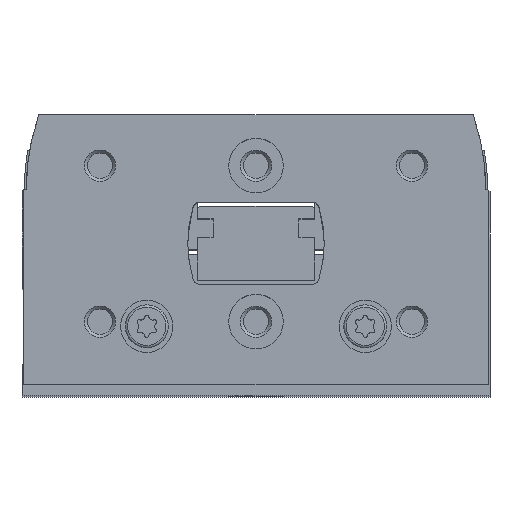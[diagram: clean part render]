
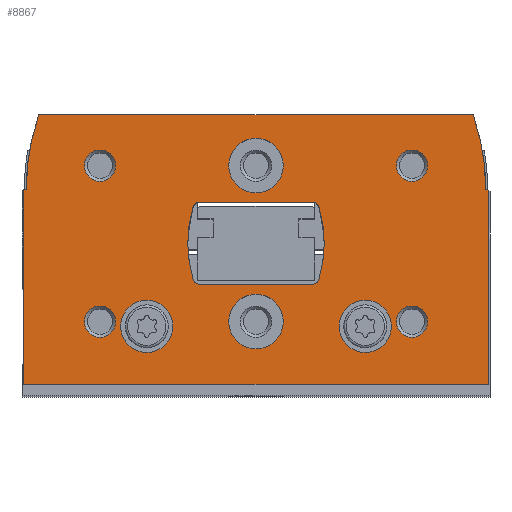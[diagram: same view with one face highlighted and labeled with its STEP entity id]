
A CAD part, top view. The second image highlights one B-rep face of the part: STEP entity #8867.
In plain terms, the highlighted planar face has unit normal (0, 0, 1).
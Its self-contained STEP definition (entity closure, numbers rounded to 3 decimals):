
#407=LINE('',#13811,#905);
#412=LINE('',#13821,#910);
#430=LINE('',#13867,#928);
#436=LINE('',#13879,#934);
#450=LINE('',#13952,#948);
#452=LINE('',#13955,#950);
#453=LINE('',#13983,#951);
#454=LINE('',#14003,#952);
#905=VECTOR('',#11312,1000.);
#910=VECTOR('',#11319,1000.);
#928=VECTOR('',#11355,1000.);
#934=VECTOR('',#11365,1000.);
#948=VECTOR('',#11421,1000.);
#950=VECTOR('',#11425,1000.);
#951=VECTOR('',#11454,1000.);
#952=VECTOR('',#11475,1000.);
#1219=PLANE('',#9640);
#2369=ORIENTED_EDGE('',*,*,#3968,.F.);
#2370=ORIENTED_EDGE('',*,*,#3969,.F.);
#2371=ORIENTED_EDGE('',*,*,#3970,.T.);
#2372=ORIENTED_EDGE('',*,*,#3971,.T.);
#2373=ORIENTED_EDGE('',*,*,#3972,.T.);
#2374=ORIENTED_EDGE('',*,*,#3973,.T.);
#2375=ORIENTED_EDGE('',*,*,#3974,.T.);
#2376=ORIENTED_EDGE('',*,*,#3975,.T.);
#2377=ORIENTED_EDGE('',*,*,#3932,.F.);
#2378=ORIENTED_EDGE('',*,*,#3951,.F.);
#2379=ORIENTED_EDGE('',*,*,#3944,.F.);
#2380=ORIENTED_EDGE('',*,*,#3941,.F.);
#2381=ORIENTED_EDGE('',*,*,#3976,.F.);
#2382=ORIENTED_EDGE('',*,*,#3977,.F.);
#2383=ORIENTED_EDGE('',*,*,#3978,.F.);
#2384=ORIENTED_EDGE('',*,*,#3935,.F.);
#2385=ORIENTED_EDGE('',*,*,#3919,.T.);
#2386=ORIENTED_EDGE('',*,*,#3913,.T.);
#2387=ORIENTED_EDGE('',*,*,#3953,.T.);
#2388=ORIENTED_EDGE('',*,*,#3884,.T.);
#2389=ORIENTED_EDGE('',*,*,#3889,.T.);
#2390=ORIENTED_EDGE('',*,*,#3893,.T.);
#2391=ORIENTED_EDGE('',*,*,#3967,.T.);
#2392=ORIENTED_EDGE('',*,*,#3925,.T.);
#3884=EDGE_CURVE('',#4784,#4783,#407,.T.);
#3889=EDGE_CURVE('',#4783,#4787,#412,.T.);
#3893=EDGE_CURVE('',#4787,#4789,#5358,.T.);
#3913=EDGE_CURVE('',#4804,#4806,#430,.T.);
#3919=EDGE_CURVE('',#4810,#4804,#436,.T.);
#3925=EDGE_CURVE('',#4815,#4810,#5364,.T.);
#3932=EDGE_CURVE('',#4819,#4820,#5367,.T.);
#3935=EDGE_CURVE('',#4820,#4821,#5368,.T.);
#3941=EDGE_CURVE('',#4825,#4826,#5371,.T.);
#3944=EDGE_CURVE('',#4826,#4828,#5372,.T.);
#3951=EDGE_CURVE('',#4828,#4819,#450,.T.);
#3953=EDGE_CURVE('',#4806,#4784,#452,.T.);
#3967=EDGE_CURVE('',#4789,#4815,#453,.T.);
#3968=EDGE_CURVE('',#4846,#4846,#5390,.T.);
#3969=EDGE_CURVE('',#4847,#4847,#5391,.T.);
#3970=EDGE_CURVE('',#4848,#4848,#5392,.T.);
#3971=EDGE_CURVE('',#4849,#4849,#5393,.T.);
#3972=EDGE_CURVE('',#4850,#4850,#5394,.T.);
#3973=EDGE_CURVE('',#4851,#4851,#5395,.T.);
#3974=EDGE_CURVE('',#4852,#4852,#5396,.T.);
#3975=EDGE_CURVE('',#4853,#4853,#5397,.T.);
#3976=EDGE_CURVE('',#4854,#4825,#5398,.T.);
#3977=EDGE_CURVE('',#4855,#4854,#454,.T.);
#3978=EDGE_CURVE('',#4821,#4855,#5399,.T.);
#4783=VERTEX_POINT('',#13810);
#4784=VERTEX_POINT('',#13812);
#4787=VERTEX_POINT('',#13820);
#4789=VERTEX_POINT('',#13827);
#4804=VERTEX_POINT('',#13861);
#4806=VERTEX_POINT('',#13866);
#4810=VERTEX_POINT('',#13877);
#4815=VERTEX_POINT('',#13892);
#4819=VERTEX_POINT('',#13906);
#4820=VERTEX_POINT('',#13908);
#4821=VERTEX_POINT('',#13916);
#4825=VERTEX_POINT('',#13929);
#4826=VERTEX_POINT('',#13931);
#4828=VERTEX_POINT('',#13940);
#4846=VERTEX_POINT('',#13986);
#4847=VERTEX_POINT('',#13988);
#4848=VERTEX_POINT('',#13990);
#4849=VERTEX_POINT('',#13992);
#4850=VERTEX_POINT('',#13994);
#4851=VERTEX_POINT('',#13996);
#4852=VERTEX_POINT('',#13998);
#4853=VERTEX_POINT('',#14000);
#4854=VERTEX_POINT('',#14002);
#4855=VERTEX_POINT('',#14004);
#5358=CIRCLE('',#9595,29.);
#5364=CIRCLE('',#9607,29.);
#5367=CIRCLE('',#9611,0.8);
#5368=CIRCLE('',#9613,16.);
#5371=CIRCLE('',#9617,16.);
#5372=CIRCLE('',#9619,0.8);
#5390=CIRCLE('',#9641,3.35);
#5391=CIRCLE('',#9642,3.35);
#5392=CIRCLE('',#9643,3.5);
#5393=CIRCLE('',#9644,3.5);
#5394=CIRCLE('',#9645,2.);
#5395=CIRCLE('',#9646,2.);
#5396=CIRCLE('',#9647,2.);
#5397=CIRCLE('',#9648,2.);
#5398=CIRCLE('',#9649,0.8);
#5399=CIRCLE('',#9650,0.8);
#5959=EDGE_LOOP('',(#2369));
#5960=EDGE_LOOP('',(#2370));
#5961=EDGE_LOOP('',(#2371));
#5962=EDGE_LOOP('',(#2372));
#5963=EDGE_LOOP('',(#2373));
#5964=EDGE_LOOP('',(#2374));
#5965=EDGE_LOOP('',(#2375));
#5966=EDGE_LOOP('',(#2376));
#5967=EDGE_LOOP('',(#2377,#2378,#2379,#2380,#2381,#2382,#2383,#2384));
#5968=EDGE_LOOP('',(#2385,#2386,#2387,#2388,#2389,#2390,#2391,#2392));
#6683=FACE_BOUND('',#5959,.T.);
#6684=FACE_BOUND('',#5960,.T.);
#6685=FACE_BOUND('',#5961,.T.);
#6686=FACE_BOUND('',#5962,.T.);
#6687=FACE_BOUND('',#5963,.T.);
#6688=FACE_BOUND('',#5964,.T.);
#6689=FACE_BOUND('',#5965,.T.);
#6690=FACE_BOUND('',#5966,.T.);
#6691=FACE_BOUND('',#5967,.T.);
#6692=FACE_BOUND('',#5968,.T.);
#8867=ADVANCED_FACE('',(#6683,#6684,#6685,#6686,#6687,#6688,#6689,#6690,
#6691,#6692),#1219,.T.);
#9595=AXIS2_PLACEMENT_3D('',#13828,#11326,#11327);
#9607=AXIS2_PLACEMENT_3D('',#13891,#11376,#11377);
#9611=AXIS2_PLACEMENT_3D('',#13907,#11387,#11388);
#9613=AXIS2_PLACEMENT_3D('',#13915,#11392,#11393);
#9617=AXIS2_PLACEMENT_3D('',#13930,#11402,#11403);
#9619=AXIS2_PLACEMENT_3D('',#13939,#11407,#11408);
#9640=AXIS2_PLACEMENT_3D('',#13984,#11455,#11456);
#9641=AXIS2_PLACEMENT_3D('',#13985,#11457,#11458);
#9642=AXIS2_PLACEMENT_3D('',#13987,#11459,#11460);
#9643=AXIS2_PLACEMENT_3D('',#13989,#11461,#11462);
#9644=AXIS2_PLACEMENT_3D('',#13991,#11463,#11464);
#9645=AXIS2_PLACEMENT_3D('',#13993,#11465,#11466);
#9646=AXIS2_PLACEMENT_3D('',#13995,#11467,#11468);
#9647=AXIS2_PLACEMENT_3D('',#13997,#11469,#11470);
#9648=AXIS2_PLACEMENT_3D('',#13999,#11471,#11472);
#9649=AXIS2_PLACEMENT_3D('',#14001,#11473,#11474);
#9650=AXIS2_PLACEMENT_3D('',#14005,#11476,#11477);
#11312=DIRECTION('',(0.,1.,0.));
#11319=DIRECTION('',(-0.866,0.5,0.));
#11326=DIRECTION('',(0.,0.,1.));
#11327=DIRECTION('',(1.,0.,0.));
#11355=DIRECTION('',(0.,-1.,0.));
#11365=DIRECTION('',(-0.866,-0.5,0.));
#11376=DIRECTION('',(0.,0.,1.));
#11377=DIRECTION('',(1.,0.,0.));
#11387=DIRECTION('',(0.,0.,1.));
#11388=DIRECTION('',(1.,0.,0.));
#11392=DIRECTION('',(0.,0.,1.));
#11393=DIRECTION('',(1.,0.,0.));
#11402=DIRECTION('',(0.,0.,1.));
#11403=DIRECTION('',(1.,0.,0.));
#11407=DIRECTION('',(0.,0.,1.));
#11408=DIRECTION('',(1.,0.,0.));
#11421=DIRECTION('',(-1.,0.,0.));
#11425=DIRECTION('',(1.,0.,0.));
#11454=DIRECTION('',(-1.,0.,0.));
#11455=DIRECTION('',(0.,0.,1.));
#11456=DIRECTION('',(1.,0.,0.));
#11457=DIRECTION('',(0.,0.,1.));
#11458=DIRECTION('',(1.,0.,0.));
#11459=DIRECTION('',(0.,0.,1.));
#11460=DIRECTION('',(1.,0.,0.));
#11461=DIRECTION('',(0.,0.,-1.));
#11462=DIRECTION('',(-1.,0.,0.));
#11463=DIRECTION('',(0.,0.,-1.));
#11464=DIRECTION('',(-1.,0.,0.));
#11465=DIRECTION('',(0.,0.,-1.));
#11466=DIRECTION('',(-1.,0.,0.));
#11467=DIRECTION('',(0.,0.,-1.));
#11468=DIRECTION('',(-1.,0.,0.));
#11469=DIRECTION('',(0.,0.,-1.));
#11470=DIRECTION('',(-1.,0.,0.));
#11471=DIRECTION('',(0.,0.,-1.));
#11472=DIRECTION('',(-1.,0.,0.));
#11473=DIRECTION('',(0.,0.,1.));
#11474=DIRECTION('',(1.,0.,0.));
#11475=DIRECTION('',(1.,0.,0.));
#11476=DIRECTION('',(0.,0.,1.));
#11477=DIRECTION('',(1.,0.,0.));
#13810=CARTESIAN_POINT('',(29.75,24.827,0.));
#13811=CARTESIAN_POINT('',(29.75,0.,0.));
#13812=CARTESIAN_POINT('',(29.75,0.,0.));
#13820=CARTESIAN_POINT('',(29.45,25.,0.));
#13821=CARTESIAN_POINT('',(29.75,24.827,0.));
#13827=CARTESIAN_POINT('',(27.85,34.5,0.));
#13828=CARTESIAN_POINT('',(0.45,25.,0.));
#13861=CARTESIAN_POINT('',(-29.75,24.827,0.));
#13866=CARTESIAN_POINT('',(-29.75,0.,0.));
#13867=CARTESIAN_POINT('',(-29.75,24.827,0.));
#13877=CARTESIAN_POINT('',(-29.45,25.,0.));
#13879=CARTESIAN_POINT('',(-29.45,25.,0.));
#13891=CARTESIAN_POINT('',(-0.45,25.,0.));
#13892=CARTESIAN_POINT('',(-27.85,34.5,0.));
#13906=CARTESIAN_POINT('',(-7.284,23.3,0.));
#13907=CARTESIAN_POINT('',(-7.284,22.5,0.));
#13908=CARTESIAN_POINT('',(-8.049,22.734,0.));
#13915=CARTESIAN_POINT('',(7.25,18.05,0.));
#13916=CARTESIAN_POINT('',(-8.049,13.366,0.));
#13929=CARTESIAN_POINT('',(8.049,13.366,0.));
#13930=CARTESIAN_POINT('',(-7.25,18.05,0.));
#13931=CARTESIAN_POINT('',(8.049,22.734,0.));
#13939=CARTESIAN_POINT('',(7.284,22.5,0.));
#13940=CARTESIAN_POINT('',(7.284,23.3,0.));
#13952=CARTESIAN_POINT('',(7.284,23.3,0.));
#13955=CARTESIAN_POINT('',(-29.75,0.,0.));
#13983=CARTESIAN_POINT('',(27.85,34.5,0.));
#13984=CARTESIAN_POINT('',(0.45,25.,0.));
#13985=CARTESIAN_POINT('',(-14.,7.4,0.));
#13986=CARTESIAN_POINT('',(-10.65,7.4,0.));
#13987=CARTESIAN_POINT('',(14.,7.4,0.));
#13988=CARTESIAN_POINT('',(17.35,7.4,0.));
#13989=CARTESIAN_POINT('',(0.,8.,0.));
#13990=CARTESIAN_POINT('',(-3.5,8.,0.));
#13991=CARTESIAN_POINT('',(0.,28.,0.));
#13992=CARTESIAN_POINT('',(-3.5,28.,0.));
#13993=CARTESIAN_POINT('',(20.,8.,0.));
#13994=CARTESIAN_POINT('',(18.,8.,0.));
#13995=CARTESIAN_POINT('',(-20.,8.,0.));
#13996=CARTESIAN_POINT('',(-22.,8.,0.));
#13997=CARTESIAN_POINT('',(-20.,28.,0.));
#13998=CARTESIAN_POINT('',(-22.,28.,0.));
#13999=CARTESIAN_POINT('',(20.,28.,0.));
#14000=CARTESIAN_POINT('',(18.,28.,0.));
#14001=CARTESIAN_POINT('',(7.284,13.6,0.));
#14002=CARTESIAN_POINT('',(7.284,12.8,0.));
#14003=CARTESIAN_POINT('',(-7.284,12.8,0.));
#14004=CARTESIAN_POINT('',(-7.284,12.8,0.));
#14005=CARTESIAN_POINT('',(-7.284,13.6,0.));
